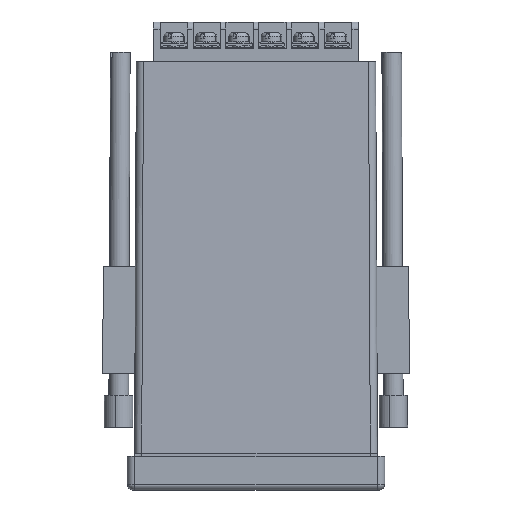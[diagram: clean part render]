
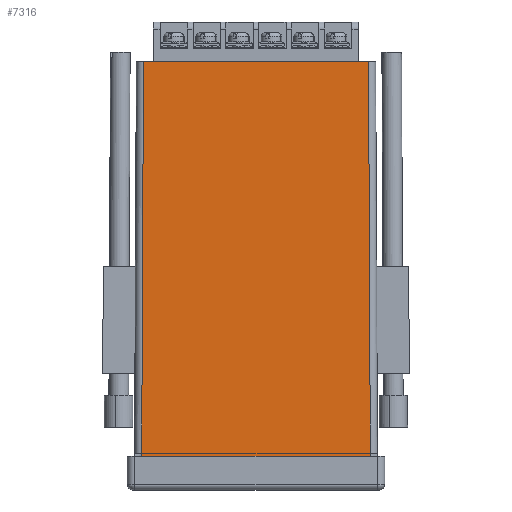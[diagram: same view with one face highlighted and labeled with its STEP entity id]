
A CAD part, front view. The second image highlights one B-rep face of the part: STEP entity #7316.
In plain terms, the highlighted planar face has unit normal (0, -1, 0.004).
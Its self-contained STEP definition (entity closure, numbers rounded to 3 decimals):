
#905 = CARTESIAN_POINT ( 'NONE',  ( 31.499, -33.499, 0.294 ) ) ;
#1820 = EDGE_CURVE ( 'NONE', #21368, #29868, #17716, .T. ) ;
#2359 = EDGE_CURVE ( 'NONE', #12905, #21368, #17646, .T. ) ;
#3373 = FACE_OUTER_BOUND ( 'NONE', #13443, .T. ) ;
#5538 = VECTOR ( 'NONE', #19850, 1000. ) ;
#6537 = AXIS2_PLACEMENT_3D ( 'NONE', #20158, #24939, #20450 ) ;
#7316 = ADVANCED_FACE ( 'NONE', ( #3373 ), #22547, .T. ) ;
#7412 = CARTESIAN_POINT ( 'NONE',  ( 31.5, -33.5, 0. ) ) ;
#7806 = DIRECTION ( 'NONE',  ( 1., 0., 0. ) ) ;
#8479 = CARTESIAN_POINT ( 'NONE',  ( -31.5, -33.5, 0. ) ) ;
#8700 = ORIENTED_EDGE ( 'NONE', *, *, #15066, .F. ) ;
#11074 = EDGE_CURVE ( 'NONE', #29868, #30678, #24582, .T. ) ;
#12604 = ORIENTED_EDGE ( 'NONE', *, *, #1820, .T. ) ;
#12905 = VERTEX_POINT ( 'NONE', #8479 ) ;
#13443 = EDGE_LOOP ( 'NONE', ( #12604, #20127, #8700, #16323 ) ) ;
#14126 = LINE ( 'NONE', #17036, #14868 ) ;
#14868 = VECTOR ( 'NONE', #7806, 1000. ) ;
#15066 = EDGE_CURVE ( 'NONE', #12905, #30678, #14126, .T. ) ;
#16323 = ORIENTED_EDGE ( 'NONE', *, *, #2359, .T. ) ;
#17036 = CARTESIAN_POINT ( 'NONE',  ( -33.5, -33.5, 0. ) ) ;
#17576 = CARTESIAN_POINT ( 'NONE',  ( -33.5, -34., -110.5 ) ) ;
#17646 = LINE ( 'NONE', #25027, #28415 ) ;
#17716 = LINE ( 'NONE', #17576, #18800 ) ;
#18539 = CARTESIAN_POINT ( 'NONE',  ( -32., -34., -110.5 ) ) ;
#18800 = VECTOR ( 'NONE', #27042, 1000. ) ;
#19850 = DIRECTION ( 'NONE',  ( -0.005, 0.005, 1. ) ) ;
#20127 = ORIENTED_EDGE ( 'NONE', *, *, #11074, .T. ) ;
#20131 = DIRECTION ( 'NONE',  ( -0.005, -0.005, -1. ) ) ;
#20158 = CARTESIAN_POINT ( 'NONE',  ( -33.5, -33.5, 0. ) ) ;
#20450 = DIRECTION ( 'NONE',  ( 0., -0.005, -1. ) ) ;
#21016 = CARTESIAN_POINT ( 'NONE',  ( 32., -34., -110.5 ) ) ;
#21368 = VERTEX_POINT ( 'NONE', #18539 ) ;
#22547 = PLANE ( 'NONE',  #6537 ) ;
#24582 = LINE ( 'NONE', #905, #5538 ) ;
#24939 = DIRECTION ( 'NONE',  ( 0., -1., 0.005 ) ) ;
#25027 = CARTESIAN_POINT ( 'NONE',  ( -31.5, -33.5, -0.009 ) ) ;
#27042 = DIRECTION ( 'NONE',  ( 1., 0., 0. ) ) ;
#28415 = VECTOR ( 'NONE', #20131, 1000. ) ;
#29868 = VERTEX_POINT ( 'NONE', #21016 ) ;
#30678 = VERTEX_POINT ( 'NONE', #7412 ) ;
